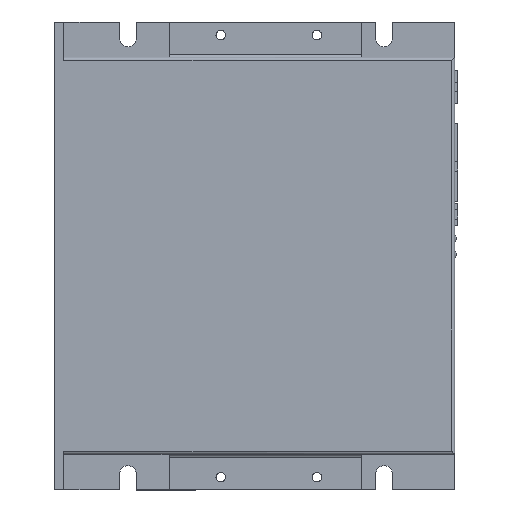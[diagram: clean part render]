
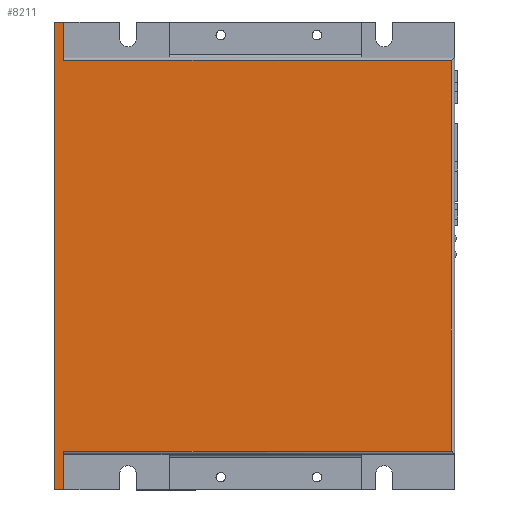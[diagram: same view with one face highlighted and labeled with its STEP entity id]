
A CAD part, top view. The second image highlights one B-rep face of the part: STEP entity #8211.
In plain terms, the highlighted planar face has unit normal (0, 0, 1).
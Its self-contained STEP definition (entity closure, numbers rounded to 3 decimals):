
#570=CARTESIAN_POINT('',(-59.5,61.,27.5));
#571=VERTEX_POINT('',#570);
#579=CARTESIAN_POINT('',(61.5,61.,27.5));
#580=VERTEX_POINT('',#579);
#581=CARTESIAN_POINT('',(-59.5,61.,27.5));
#582=DIRECTION('',(1.0,0.0,0.0));
#583=VECTOR('',#582,121.);
#584=LINE('',#581,#583);
#585=EDGE_CURVE('',#571,#580,#584,.T.);
#612=CARTESIAN_POINT('',(61.5,-61.,27.5));
#613=VERTEX_POINT('',#612);
#614=CARTESIAN_POINT('',(61.5,61.,27.5));
#615=DIRECTION('',(0.0,-1.0,0.0));
#616=VECTOR('',#615,122.);
#617=LINE('',#614,#616);
#618=EDGE_CURVE('',#580,#613,#617,.T.);
#635=CARTESIAN_POINT('',(-59.5,-61.,27.5));
#636=VERTEX_POINT('',#635);
#653=CARTESIAN_POINT('',(61.5,-61.,27.5));
#654=DIRECTION('',(-1.0,0.0,0.0));
#655=VECTOR('',#654,121.);
#656=LINE('',#653,#655);
#657=EDGE_CURVE('',#613,#636,#656,.T.);
#7747=CARTESIAN_POINT('',(-59.5,73.0,27.5));
#7748=VERTEX_POINT('',#7747);
#7749=CARTESIAN_POINT('',(-59.5,61.,27.5));
#7750=DIRECTION('',(0.0,1.0,0.0));
#7751=VECTOR('',#7750,12.);
#7752=LINE('',#7749,#7751);
#7753=EDGE_CURVE('',#571,#7748,#7752,.T.);
#8170=CARTESIAN_POINT('',(0.0,-73.,27.5));
#8171=DIRECTION('',(0.0,0.0,1.0));
#8172=DIRECTION('',(1.0,0.0,0.0));
#8173=AXIS2_PLACEMENT_3D('',#8170,#8171,#8172);
#8174=PLANE('',#8173);
#8175=ORIENTED_EDGE('',*,*,#7753,.T.);
#8176=CARTESIAN_POINT('',(-62.5,73.0,27.5));
#8177=VERTEX_POINT('',#8176);
#8178=CARTESIAN_POINT('',(-59.5,73.0,27.5));
#8179=DIRECTION('',(-1.0,0.0,0.0));
#8180=VECTOR('',#8179,3.);
#8181=LINE('',#8178,#8180);
#8182=EDGE_CURVE('',#7748,#8177,#8181,.T.);
#8183=ORIENTED_EDGE('',*,*,#8182,.T.);
#8184=CARTESIAN_POINT('',(-62.5,-73.,27.5));
#8185=VERTEX_POINT('',#8184);
#8186=CARTESIAN_POINT('',(-62.5,73.,27.5));
#8187=DIRECTION('',(0.0,-1.0,0.0));
#8188=VECTOR('',#8187,146.0);
#8189=LINE('',#8186,#8188);
#8190=EDGE_CURVE('',#8177,#8185,#8189,.T.);
#8191=ORIENTED_EDGE('',*,*,#8190,.T.);
#8192=CARTESIAN_POINT('',(-59.5,-73.,27.5));
#8193=VERTEX_POINT('',#8192);
#8194=CARTESIAN_POINT('',(-62.5,-73.,27.5));
#8195=DIRECTION('',(1.0,0.0,0.0));
#8196=VECTOR('',#8195,3.);
#8197=LINE('',#8194,#8196);
#8198=EDGE_CURVE('',#8185,#8193,#8197,.T.);
#8199=ORIENTED_EDGE('',*,*,#8198,.T.);
#8200=CARTESIAN_POINT('',(-59.5,-73.,27.5));
#8201=DIRECTION('',(0.0,1.0,0.0));
#8202=VECTOR('',#8201,12.);
#8203=LINE('',#8200,#8202);
#8204=EDGE_CURVE('',#8193,#636,#8203,.T.);
#8205=ORIENTED_EDGE('',*,*,#8204,.T.);
#8206=ORIENTED_EDGE('',*,*,#657,.F.);
#8207=ORIENTED_EDGE('',*,*,#618,.F.);
#8208=ORIENTED_EDGE('',*,*,#585,.F.);
#8209=EDGE_LOOP('',(#8175,#8183,#8191,#8199,#8205,#8206,#8207,#8208));
#8210=FACE_OUTER_BOUND('',#8209,.T.);
#8211=ADVANCED_FACE('',(#8210),#8174,.T.);
